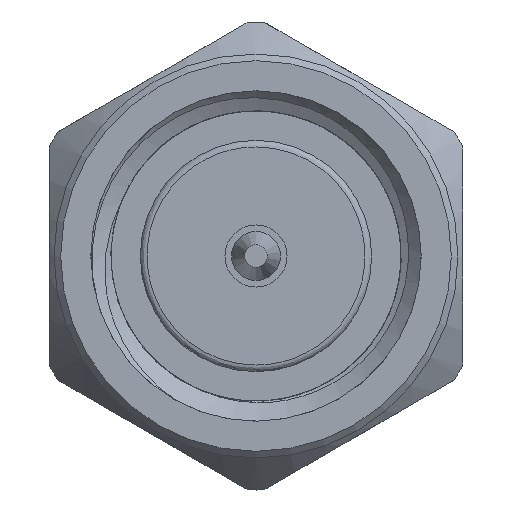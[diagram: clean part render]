
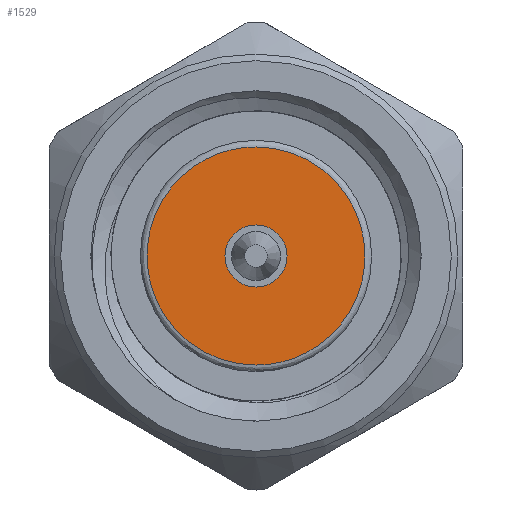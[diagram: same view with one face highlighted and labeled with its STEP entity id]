
A CAD part, left-side view. The second image highlights one B-rep face of the part: STEP entity #1529.
In plain terms, the highlighted planar face has unit normal (-1, 0, 0).
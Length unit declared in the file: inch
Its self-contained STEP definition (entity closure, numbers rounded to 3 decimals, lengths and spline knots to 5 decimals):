
#15 = EDGE_CURVE ( 'NONE', #1796, #1796, #5184, .T. ) ;
#217 = CARTESIAN_POINT ( 'NONE',  ( 0.003, 0., -0.0235 ) ) ;
#342 = EDGE_CURVE ( 'NONE', #4546, #4874, #722, .T. ) ;
#346 = CARTESIAN_POINT ( 'NONE',  ( 0.003, 0., -0.0825 ) ) ;
#722 =( BOUNDED_CURVE ( )  B_SPLINE_CURVE ( 3, ( #346, #3548, #2327, #5168 ),
 .UNSPECIFIED., .F., .T. ) 
 B_SPLINE_CURVE_WITH_KNOTS ( ( 4, 4 ),
 ( 0., 1. ),
 .UNSPECIFIED. ) 
 CURVE ( )  GEOMETRIC_REPRESENTATION_ITEM ( )  RATIONAL_B_SPLINE_CURVE ( ( 1., 0.333, 0.333, 1. ) ) 
 REPRESENTATION_ITEM ( '' )  );
#793 = CARTESIAN_POINT ( 'NONE',  ( 0.003, 0., 0. ) ) ;
#1042 = CARTESIAN_POINT ( 'NONE',  ( 0.003, 0., 0.0825 ) ) ;
#1185 = FACE_OUTER_BOUND ( 'NONE', #1242, .T. ) ;
#1242 = EDGE_LOOP ( 'NONE', ( #3384, #2223 ) ) ;
#1529 = ADVANCED_FACE ( 'NONE', ( #4816, #1185 ), #4289, .F. ) ;
#1592 = EDGE_CURVE ( 'NONE', #4874, #4546, #2169, .T. ) ;
#1796 = VERTEX_POINT ( 'NONE', #217 ) ;
#2032 = CARTESIAN_POINT ( 'NONE',  ( 0.003, -0.165, 0.0825 ) ) ;
#2071 = AXIS2_PLACEMENT_3D ( 'NONE', #793, #4478, #2402 ) ;
#2169 =( BOUNDED_CURVE ( )  B_SPLINE_CURVE ( 3, ( #2461, #2032, #3650, #4872 ),
 .UNSPECIFIED., .F., .T. ) 
 B_SPLINE_CURVE_WITH_KNOTS ( ( 4, 4 ),
 ( 0., 1. ),
 .UNSPECIFIED. ) 
 CURVE ( )  GEOMETRIC_REPRESENTATION_ITEM ( )  RATIONAL_B_SPLINE_CURVE ( ( 1., 0.333, 0.333, 1. ) ) 
 REPRESENTATION_ITEM ( '' )  );
#2206 = DIRECTION ( 'NONE',  ( 0., 0., -1. ) ) ;
#2223 = ORIENTED_EDGE ( 'NONE', *, *, #1592, .F. ) ;
#2296 = AXIS2_PLACEMENT_3D ( 'NONE', #3060, #3007, #2206 ) ;
#2327 = CARTESIAN_POINT ( 'NONE',  ( 0.003, 0.165, 0.0825 ) ) ;
#2402 = DIRECTION ( 'NONE',  ( 0., 1., 0. ) ) ;
#2461 = CARTESIAN_POINT ( 'NONE',  ( 0.003, 0., 0.0825 ) ) ;
#2731 = EDGE_LOOP ( 'NONE', ( #4702 ) ) ;
#3007 = DIRECTION ( 'NONE',  ( -1., 0., 0. ) ) ;
#3060 = CARTESIAN_POINT ( 'NONE',  ( 0.003, 0., 0. ) ) ;
#3384 = ORIENTED_EDGE ( 'NONE', *, *, #342, .F. ) ;
#3548 = CARTESIAN_POINT ( 'NONE',  ( 0.003, 0.165, -0.0825 ) ) ;
#3650 = CARTESIAN_POINT ( 'NONE',  ( 0.003, -0.165, -0.0825 ) ) ;
#4289 = PLANE ( 'NONE',  #2071 ) ;
#4478 = DIRECTION ( 'NONE',  ( 1., 0., 0. ) ) ;
#4546 = VERTEX_POINT ( 'NONE', #5169 ) ;
#4702 = ORIENTED_EDGE ( 'NONE', *, *, #15, .F. ) ;
#4816 = FACE_BOUND ( 'NONE', #2731, .T. ) ;
#4872 = CARTESIAN_POINT ( 'NONE',  ( 0.003, 0., -0.0825 ) ) ;
#4874 = VERTEX_POINT ( 'NONE', #1042 ) ;
#5168 = CARTESIAN_POINT ( 'NONE',  ( 0.003, 0., 0.0825 ) ) ;
#5169 = CARTESIAN_POINT ( 'NONE',  ( 0.003, 0., -0.0825 ) ) ;
#5184 = CIRCLE ( 'NONE', #2296, 0.0235 ) ;
